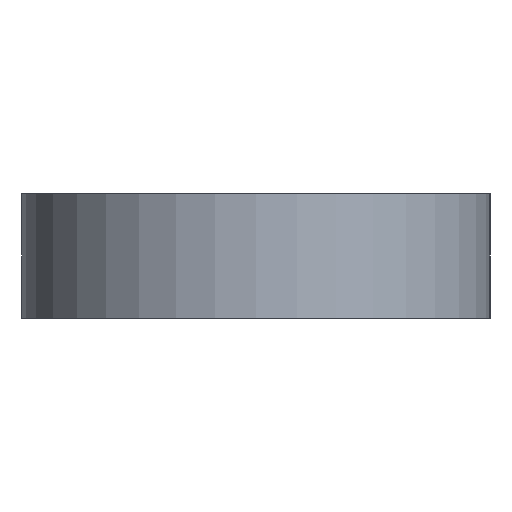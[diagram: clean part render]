
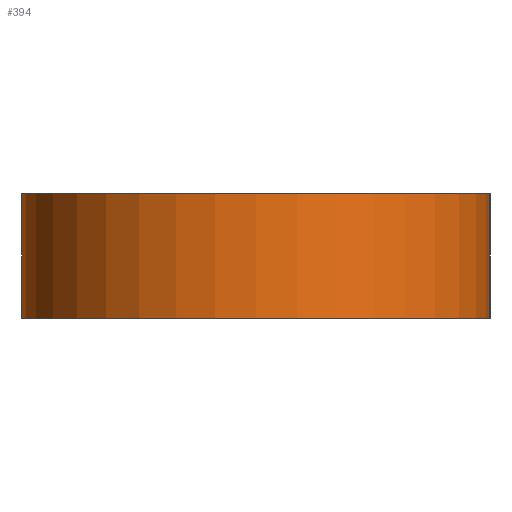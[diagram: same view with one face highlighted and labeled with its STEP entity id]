
A CAD part, left-side view. The second image highlights one B-rep face of the part: STEP entity #394.
In plain terms, the highlighted cylindrical face has radius 7.5 mm (diameter 15 mm), a partial arc.
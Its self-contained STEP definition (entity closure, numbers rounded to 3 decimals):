
#49=FACE_OUTER_BOUND('',#77,.T.);
#77=EDGE_LOOP('',(#287,#288,#289,#290));
#112=LINE('',#616,#142);
#113=LINE('',#619,#143);
#142=VECTOR('',#500,10.);
#143=VECTOR('',#503,10.);
#173=CIRCLE('',#441,7.5);
#174=CIRCLE('',#442,7.5);
#195=VERTEX_POINT('',#612);
#196=VERTEX_POINT('',#613);
#197=VERTEX_POINT('',#615);
#198=VERTEX_POINT('',#617);
#232=EDGE_CURVE('',#195,#196,#173,.T.);
#233=EDGE_CURVE('',#197,#195,#112,.T.);
#234=EDGE_CURVE('',#198,#197,#174,.T.);
#235=EDGE_CURVE('',#196,#198,#113,.T.);
#287=ORIENTED_EDGE('',*,*,#232,.F.);
#288=ORIENTED_EDGE('',*,*,#233,.F.);
#289=ORIENTED_EDGE('',*,*,#234,.F.);
#290=ORIENTED_EDGE('',*,*,#235,.F.);
#384=CYLINDRICAL_SURFACE('',#440,7.5);
#394=ADVANCED_FACE('',(#49),#384,.T.);
#440=AXIS2_PLACEMENT_3D('',#611,#496,#497);
#441=AXIS2_PLACEMENT_3D('',#614,#498,#499);
#442=AXIS2_PLACEMENT_3D('',#618,#501,#502);
#496=DIRECTION('center_axis',(0.,0.,1.));
#497=DIRECTION('ref_axis',(-1.,0.,0.));
#498=DIRECTION('center_axis',(0.,0.,-1.));
#499=DIRECTION('ref_axis',(0.,-1.,0.));
#500=DIRECTION('',(0.,0.,-1.));
#501=DIRECTION('center_axis',(0.,0.,1.));
#502=DIRECTION('ref_axis',(0.,1.,0.));
#503=DIRECTION('',(0.,0.,1.));
#611=CARTESIAN_POINT('Origin',(-4.5,7.5,0.));
#612=CARTESIAN_POINT('',(-4.5,0.,0.));
#613=CARTESIAN_POINT('',(-4.5,15.,0.));
#614=CARTESIAN_POINT('Origin',(-4.5,7.5,0.));
#615=CARTESIAN_POINT('',(-4.5,0.,4.));
#616=CARTESIAN_POINT('',(-4.5,0.,3.5));
#617=CARTESIAN_POINT('',(-4.5,15.,4.));
#618=CARTESIAN_POINT('Origin',(-4.5,7.5,4.));
#619=CARTESIAN_POINT('',(-4.5,15.,3.5));
